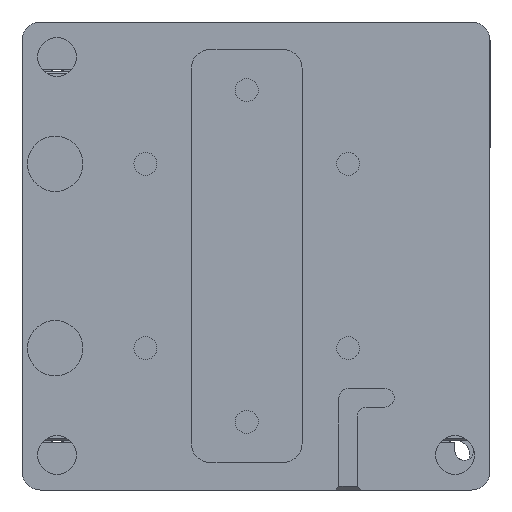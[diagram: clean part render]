
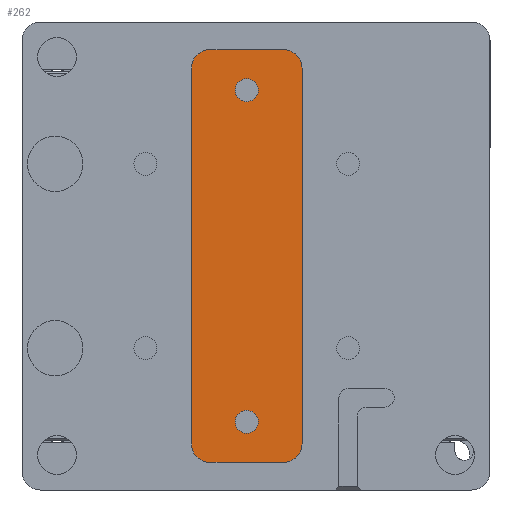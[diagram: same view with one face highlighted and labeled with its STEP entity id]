
A CAD part, front view. The second image highlights one B-rep face of the part: STEP entity #262.
In plain terms, the highlighted planar face has unit normal (0, -1, 0).
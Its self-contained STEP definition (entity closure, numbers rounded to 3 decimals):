
#32 = LINE ( 'NONE', #5925, #899 ) ;
#42 = DIRECTION ( 'NONE',  ( 0., 0., 1. ) ) ;
#129 = VERTEX_POINT ( 'NONE', #2664 ) ;
#142 = DIRECTION ( 'NONE',  ( 0., -1., 0. ) ) ;
#217 = AXIS2_PLACEMENT_3D ( 'NONE', #2860, #286, #1581 ) ;
#262 = ADVANCED_FACE ( 'NONE', ( #5763, #2132, #3382 ), #6359, .T. ) ;
#286 = DIRECTION ( 'NONE',  ( 0., -1., 0. ) ) ;
#327 = VERTEX_POINT ( 'NONE', #1686 ) ;
#339 = DIRECTION ( 'NONE',  ( 0., 0., -1. ) ) ;
#415 = LINE ( 'NONE', #5259, #1861 ) ;
#431 = DIRECTION ( 'NONE',  ( 0., 0., -1. ) ) ;
#497 = CARTESIAN_POINT ( 'NONE',  ( -0.5, 4., -9. ) ) ;
#516 = AXIS2_PLACEMENT_3D ( 'NONE', #1838, #661, #3091 ) ;
#624 = CARTESIAN_POINT ( 'NONE',  ( -0.5, 4., -9.625 ) ) ;
#643 = EDGE_CURVE ( 'NONE', #129, #3523, #4032, .T. ) ;
#646 = VERTEX_POINT ( 'NONE', #7329 ) ;
#661 = DIRECTION ( 'NONE',  ( 0., -1., 0. ) ) ;
#840 = VERTEX_POINT ( 'NONE', #5947 ) ;
#899 = VECTOR ( 'NONE', #7155, 1000. ) ;
#915 = VERTEX_POINT ( 'NONE', #6621 ) ;
#926 = CARTESIAN_POINT ( 'NONE',  ( 1.5, 4., -11.2 ) ) ;
#1258 = ORIENTED_EDGE ( 'NONE', *, *, #7051, .F. ) ;
#1339 = EDGE_CURVE ( 'NONE', #1650, #129, #1576, .T. ) ;
#1442 = CIRCLE ( 'NONE', #7030, 1. ) ;
#1497 = DIRECTION ( 'NONE',  ( 0., -1., 0. ) ) ;
#1527 = AXIS2_PLACEMENT_3D ( 'NONE', #497, #5345, #7769 ) ;
#1576 = CIRCLE ( 'NONE', #4249, 1. ) ;
#1581 = DIRECTION ( 'NONE',  ( 0., 0., -1. ) ) ;
#1650 = VERTEX_POINT ( 'NONE', #4480 ) ;
#1653 = CIRCLE ( 'NONE', #1527, 0.625 ) ;
#1686 = CARTESIAN_POINT ( 'NONE',  ( -0.5, 4., 9.625 ) ) ;
#1838 = CARTESIAN_POINT ( 'NONE',  ( 1.5, 4., -10.2 ) ) ;
#1861 = VECTOR ( 'NONE', #5783, 1000. ) ;
#1863 = VERTEX_POINT ( 'NONE', #2440 ) ;
#1990 = VECTOR ( 'NONE', #42, 1000. ) ;
#2058 = CARTESIAN_POINT ( 'NONE',  ( -2.5, 4., -10.2 ) ) ;
#2132 = FACE_BOUND ( 'NONE', #5873, .T. ) ;
#2156 = CIRCLE ( 'NONE', #6095, 1. ) ;
#2367 = CIRCLE ( 'NONE', #217, 0.625 ) ;
#2440 = CARTESIAN_POINT ( 'NONE',  ( -2.5, 4., 11.2 ) ) ;
#2544 = CIRCLE ( 'NONE', #3186, 0.625 ) ;
#2572 = CARTESIAN_POINT ( 'NONE',  ( -0.5, 4., -9. ) ) ;
#2624 = AXIS2_PLACEMENT_3D ( 'NONE', #2723, #3199, #6937 ) ;
#2664 = CARTESIAN_POINT ( 'NONE',  ( -2.5, 4., -11.2 ) ) ;
#2702 = CARTESIAN_POINT ( 'NONE',  ( -3.5, 4., 10.2 ) ) ;
#2723 = CARTESIAN_POINT ( 'NONE',  ( -0.5, 4., 9. ) ) ;
#2749 = ORIENTED_EDGE ( 'NONE', *, *, #5141, .T. ) ;
#2803 = CIRCLE ( 'NONE', #516, 1. ) ;
#2860 = CARTESIAN_POINT ( 'NONE',  ( -0.5, 4., 9. ) ) ;
#2948 = EDGE_LOOP ( 'NONE', ( #3051, #6100 ) ) ;
#2981 = AXIS2_PLACEMENT_3D ( 'NONE', #5794, #4596, #431 ) ;
#3051 = ORIENTED_EDGE ( 'NONE', *, *, #4823, .F. ) ;
#3091 = DIRECTION ( 'NONE',  ( 0., 0., -1. ) ) ;
#3092 = ORIENTED_EDGE ( 'NONE', *, *, #1339, .T. ) ;
#3186 = AXIS2_PLACEMENT_3D ( 'NONE', #2572, #142, #5075 ) ;
#3199 = DIRECTION ( 'NONE',  ( 0., -1., 0. ) ) ;
#3302 = DIRECTION ( 'NONE',  ( 0., 0., -1. ) ) ;
#3382 = FACE_OUTER_BOUND ( 'NONE', #7156, .T. ) ;
#3503 = EDGE_CURVE ( 'NONE', #3902, #1650, #415, .T. ) ;
#3523 = VERTEX_POINT ( 'NONE', #926 ) ;
#3619 = ORIENTED_EDGE ( 'NONE', *, *, #5823, .T. ) ;
#3847 = EDGE_CURVE ( 'NONE', #3523, #915, #2803, .T. ) ;
#3902 = VERTEX_POINT ( 'NONE', #2702 ) ;
#3945 = EDGE_CURVE ( 'NONE', #1863, #3902, #2156, .T. ) ;
#4032 = LINE ( 'NONE', #6304, #4538 ) ;
#4249 = AXIS2_PLACEMENT_3D ( 'NONE', #2058, #4371, #4522 ) ;
#4371 = DIRECTION ( 'NONE',  ( 0., -1., 0. ) ) ;
#4480 = CARTESIAN_POINT ( 'NONE',  ( -3.5, 4., -10.2 ) ) ;
#4515 = VERTEX_POINT ( 'NONE', #4866 ) ;
#4522 = DIRECTION ( 'NONE',  ( 0., 0., -1. ) ) ;
#4538 = VECTOR ( 'NONE', #5112, 1000. ) ;
#4542 = EDGE_CURVE ( 'NONE', #4515, #5100, #2544, .T. ) ;
#4594 = ORIENTED_EDGE ( 'NONE', *, *, #643, .T. ) ;
#4596 = DIRECTION ( 'NONE',  ( 0., -1., 0. ) ) ;
#4823 = EDGE_CURVE ( 'NONE', #5100, #4515, #1653, .T. ) ;
#4866 = CARTESIAN_POINT ( 'NONE',  ( -0.5, 4., -8.375 ) ) ;
#5075 = DIRECTION ( 'NONE',  ( 0., 0., -1. ) ) ;
#5100 = VERTEX_POINT ( 'NONE', #624 ) ;
#5112 = DIRECTION ( 'NONE',  ( 1., 0., 0. ) ) ;
#5122 = ORIENTED_EDGE ( 'NONE', *, *, #3945, .T. ) ;
#5141 = EDGE_CURVE ( 'NONE', #646, #1863, #32, .T. ) ;
#5259 = CARTESIAN_POINT ( 'NONE',  ( -3.5, 4., -11.2 ) ) ;
#5345 = DIRECTION ( 'NONE',  ( 0., -1., 0. ) ) ;
#5540 = CIRCLE ( 'NONE', #2624, 0.625 ) ;
#5664 = CARTESIAN_POINT ( 'NONE',  ( 1.5, 4., 10.2 ) ) ;
#5678 = CARTESIAN_POINT ( 'NONE',  ( -2.5, 4., 10.2 ) ) ;
#5763 = FACE_BOUND ( 'NONE', #2948, .T. ) ;
#5783 = DIRECTION ( 'NONE',  ( 0., 0., -1. ) ) ;
#5794 = CARTESIAN_POINT ( 'NONE',  ( 0., 4., 0. ) ) ;
#5823 = EDGE_CURVE ( 'NONE', #840, #646, #1442, .T. ) ;
#5833 = ORIENTED_EDGE ( 'NONE', *, *, #7750, .T. ) ;
#5873 = EDGE_LOOP ( 'NONE', ( #1258, #7535 ) ) ;
#5925 = CARTESIAN_POINT ( 'NONE',  ( 2.5, 4., 11.2 ) ) ;
#5947 = CARTESIAN_POINT ( 'NONE',  ( 2.5, 4., 10.2 ) ) ;
#5965 = ORIENTED_EDGE ( 'NONE', *, *, #3503, .T. ) ;
#6038 = LINE ( 'NONE', #6080, #1990 ) ;
#6066 = VERTEX_POINT ( 'NONE', #7241 ) ;
#6080 = CARTESIAN_POINT ( 'NONE',  ( 2.5, 4., -11.2 ) ) ;
#6095 = AXIS2_PLACEMENT_3D ( 'NONE', #5678, #1497, #3302 ) ;
#6100 = ORIENTED_EDGE ( 'NONE', *, *, #4542, .F. ) ;
#6304 = CARTESIAN_POINT ( 'NONE',  ( 2.5, 4., -11.2 ) ) ;
#6340 = DIRECTION ( 'NONE',  ( 0., -1., 0. ) ) ;
#6359 = PLANE ( 'NONE',  #2981 ) ;
#6406 = ORIENTED_EDGE ( 'NONE', *, *, #3847, .T. ) ;
#6621 = CARTESIAN_POINT ( 'NONE',  ( 2.5, 4., -10.2 ) ) ;
#6726 = EDGE_CURVE ( 'NONE', #327, #6066, #5540, .T. ) ;
#6937 = DIRECTION ( 'NONE',  ( 0., 0., -1. ) ) ;
#7030 = AXIS2_PLACEMENT_3D ( 'NONE', #5664, #6340, #339 ) ;
#7051 = EDGE_CURVE ( 'NONE', #6066, #327, #2367, .T. ) ;
#7155 = DIRECTION ( 'NONE',  ( -1., 0., 0. ) ) ;
#7156 = EDGE_LOOP ( 'NONE', ( #2749, #5122, #5965, #3092, #4594, #6406, #5833, #3619 ) ) ;
#7241 = CARTESIAN_POINT ( 'NONE',  ( -0.5, 4., 8.375 ) ) ;
#7329 = CARTESIAN_POINT ( 'NONE',  ( 1.5, 4., 11.2 ) ) ;
#7535 = ORIENTED_EDGE ( 'NONE', *, *, #6726, .F. ) ;
#7750 = EDGE_CURVE ( 'NONE', #915, #840, #6038, .T. ) ;
#7769 = DIRECTION ( 'NONE',  ( 0., 0., -1. ) ) ;
